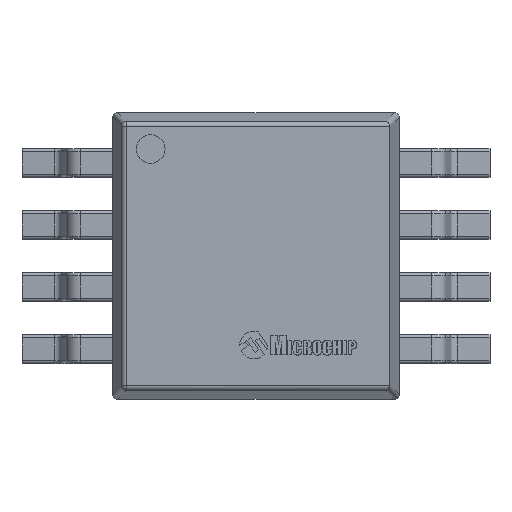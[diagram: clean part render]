
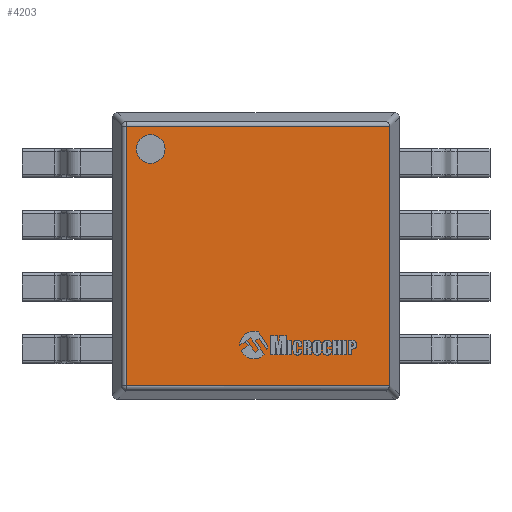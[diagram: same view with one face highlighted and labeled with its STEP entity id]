
A CAD part, top view. The second image highlights one B-rep face of the part: STEP entity #4203.
In plain terms, the highlighted planar face has unit normal (0, 0, 1).
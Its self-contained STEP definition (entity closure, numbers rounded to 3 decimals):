
#276=PLANE('',#4687);
#403=ELLIPSE('',#4624,0.052,0.05);
#407=ELLIPSE('',#4640,0.052,0.05);
#445=LINE('',#6180,#855);
#450=LINE('',#6199,#860);
#455=LINE('',#6217,#865);
#481=LINE('',#6291,#891);
#855=VECTOR('',#5045,10.);
#860=VECTOR('',#5064,10.);
#865=VECTOR('',#5083,10.);
#891=VECTOR('',#5169,10.);
#1349=FACE_OUTER_BOUND('',#1599,.T.);
#1599=EDGE_LOOP('',(#3101,#3102,#3103,#3104,#3105,#3106));
#1933=VERTEX_POINT('',#6151);
#1934=VERTEX_POINT('',#6153);
#1937=VERTEX_POINT('',#6160);
#1941=VERTEX_POINT('',#6172);
#1947=VERTEX_POINT('',#6189);
#1948=VERTEX_POINT('',#6191);
#2329=EDGE_CURVE('',#1933,#1934,#403,.T.);
#2342=EDGE_CURVE('',#1941,#1937,#445,.T.);
#2347=EDGE_CURVE('',#1947,#1948,#407,.T.);
#2351=EDGE_CURVE('',#1948,#1941,#450,.T.);
#2361=EDGE_CURVE('',#1937,#1933,#455,.T.);
#2402=EDGE_CURVE('',#1934,#1947,#481,.T.);
#3101=ORIENTED_EDGE('',*,*,#2347,.F.);
#3102=ORIENTED_EDGE('',*,*,#2402,.F.);
#3103=ORIENTED_EDGE('',*,*,#2329,.F.);
#3104=ORIENTED_EDGE('',*,*,#2361,.F.);
#3105=ORIENTED_EDGE('',*,*,#2342,.F.);
#3106=ORIENTED_EDGE('',*,*,#2351,.F.);
#4203=ADVANCED_FACE('',(#1349),#276,.T.);
#4624=AXIS2_PLACEMENT_3D('',#6154,#5015,#5016);
#4640=AXIS2_PLACEMENT_3D('',#6192,#5055,#5056);
#4687=AXIS2_PLACEMENT_3D('',#6301,#5185,#5186);
#5015=DIRECTION('center_axis',(0.,0.,-1.));
#5016=DIRECTION('ref_axis',(-0.707,0.707,0.));
#5045=DIRECTION('',(-1.,0.,0.));
#5055=DIRECTION('center_axis',(0.,0.,-1.));
#5056=DIRECTION('ref_axis',(0.707,0.707,0.));
#5064=DIRECTION('',(0.,-1.,0.));
#5083=DIRECTION('',(0.,1.,0.));
#5169=DIRECTION('',(1.,0.,0.));
#5185=DIRECTION('center_axis',(0.,0.,1.));
#5186=DIRECTION('ref_axis',(1.,0.,0.));
#6151=CARTESIAN_POINT('',(-1.36,1.399,1.));
#6153=CARTESIAN_POINT('',(-1.351,1.4,1.));
#6154=CARTESIAN_POINT('Origin',(-1.349,1.349,1.));
#6160=CARTESIAN_POINT('',(-1.36,-1.36,1.));
#6172=CARTESIAN_POINT('',(1.36,-1.36,1.));
#6180=CARTESIAN_POINT('',(-0.375,-1.36,1.));
#6189=CARTESIAN_POINT('',(1.351,1.4,1.));
#6191=CARTESIAN_POINT('',(1.36,1.399,1.));
#6192=CARTESIAN_POINT('Origin',(1.349,1.349,1.));
#6199=CARTESIAN_POINT('',(1.36,-0.375,1.));
#6217=CARTESIAN_POINT('',(-1.36,0.375,1.));
#6291=CARTESIAN_POINT('',(0.75,1.4,1.));
#6301=CARTESIAN_POINT('Origin',(0.,0.,1.));
